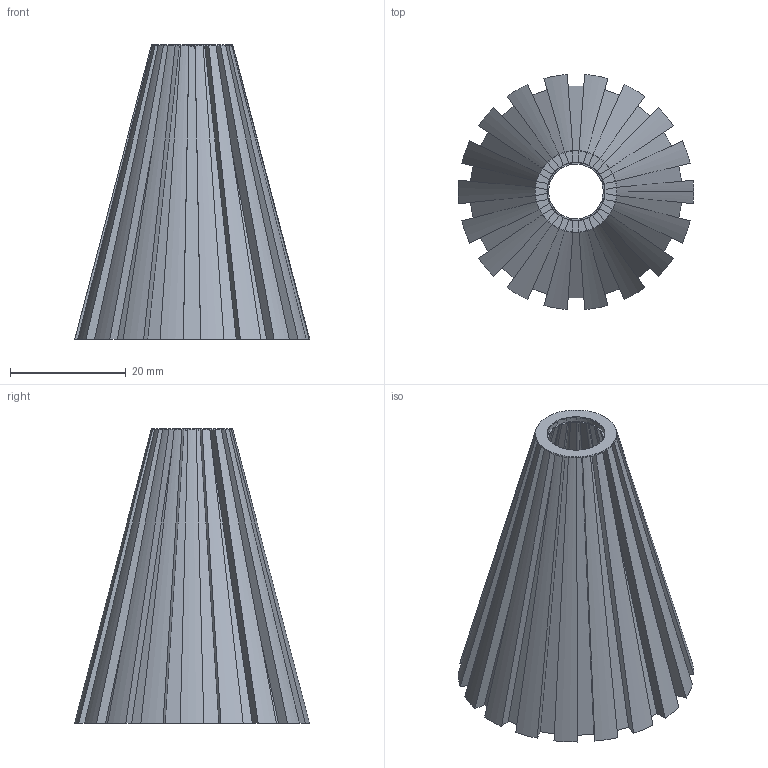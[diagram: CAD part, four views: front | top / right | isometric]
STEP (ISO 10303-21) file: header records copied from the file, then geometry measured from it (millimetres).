
FILE_DESCRIPTION(('FreeCAD Model'),'2;1');
FILE_NAME('Open CASCADE Shape Model','2024-12-05T20:19:10',(''),(''), 'Open CASCADE STEP processor 7.7','FreeCAD','Unknown');
FILE_SCHEMA(('AUTOMOTIVE_DESIGN { 1 0 10303 214 1 1 1 1 }'));
Length unit declared in the file: millimetre
Products named in the file (1): Body
Bounding box: 40.63 x 40.53 x 50.8 mm (x, y, z)
Volume: 3923 mm3; surface area: 15779.3 mm2
Topology: 1 solids, 1 shells, 259 faces, 731 edges, 457 vertices
Faces by surface type: plane 147, cone 75, cylinder 37
Full cylindrical faces by diameter (mm): 10 x1
Entity records: 8470 total; most frequent: DIRECTION 1546, ORIENTED_EDGE 1462, CARTESIAN_POINT 1448, EDGE_CURVE 731, AXIS2_PLACEMENT_3D 555, VERTEX_POINT 457, LINE 436, VECTOR 436
